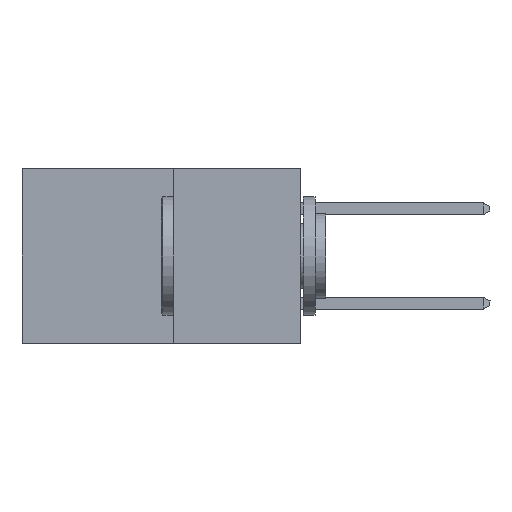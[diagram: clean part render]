
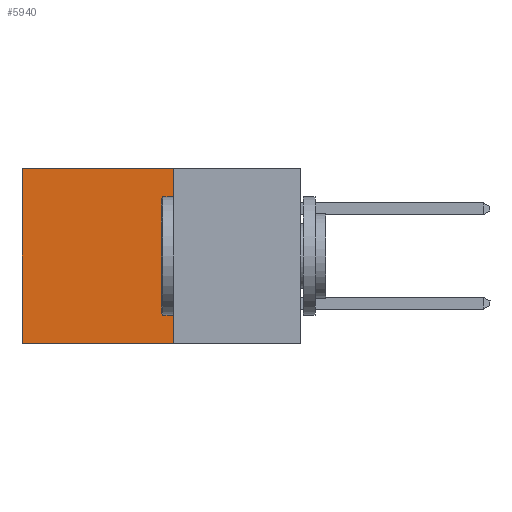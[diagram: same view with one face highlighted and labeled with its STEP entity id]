
A CAD part, left-side view. The second image highlights one B-rep face of the part: STEP entity #5940.
In plain terms, the highlighted planar face has unit normal (-1, 0, 0).
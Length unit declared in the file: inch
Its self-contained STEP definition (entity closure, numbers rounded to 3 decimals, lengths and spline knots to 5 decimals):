
#235 = VECTOR ( 'NONE', #8975, 39.37008 ) ;
#802 = CARTESIAN_POINT ( 'NONE',  ( 0.277, 0.59, -0.37 ) ) ;
#939 = EDGE_CURVE ( 'NONE', #5212, #7931, #2631, .T. ) ;
#1224 = EDGE_CURVE ( 'NONE', #3399, #5212, #9397, .T. ) ;
#1605 = DIRECTION ( 'NONE',  ( 0., 0., -1. ) ) ;
#1641 = CARTESIAN_POINT ( 'NONE',  ( 0.277, 0.59, -0.37 ) ) ;
#1979 = ORIENTED_EDGE ( 'NONE', *, *, #1224, .F. ) ;
#2259 = EDGE_CURVE ( 'NONE', #3399, #2500, #2323, .T. ) ;
#2310 = VECTOR ( 'NONE', #1605, 39.37008 ) ;
#2323 = LINE ( 'NONE', #7179, #8392 ) ;
#2472 = CARTESIAN_POINT ( 'NONE',  ( 0.277, 0.27, -0.37 ) ) ;
#2500 = VERTEX_POINT ( 'NONE', #8056 ) ;
#2582 = EDGE_CURVE ( 'NONE', #2500, #7931, #8881, .T. ) ;
#2631 = LINE ( 'NONE', #9278, #235 ) ;
#3399 = VERTEX_POINT ( 'NONE', #9880 ) ;
#4603 = DIRECTION ( 'NONE',  ( 0., 0., -1. ) ) ;
#4627 = ORIENTED_EDGE ( 'NONE', *, *, #939, .F. ) ;
#4701 = PLANE ( 'NONE',  #7952 ) ;
#4839 = CARTESIAN_POINT ( 'NONE',  ( 0.277, 0.27, -0.37 ) ) ;
#5145 = CARTESIAN_POINT ( 'NONE',  ( 0.277, 0.27, -0.37 ) ) ;
#5212 = VERTEX_POINT ( 'NONE', #2472 ) ;
#5289 = DIRECTION ( 'NONE',  ( 1., 0., 0. ) ) ;
#5400 = DIRECTION ( 'NONE',  ( 0., 0., -1. ) ) ;
#5940 = ADVANCED_FACE ( 'NONE', ( #9073 ), #4701, .F. ) ;
#7179 = CARTESIAN_POINT ( 'NONE',  ( 0.277, 0.27, 0. ) ) ;
#7288 = VECTOR ( 'NONE', #5400, 39.37008 ) ;
#7521 = EDGE_LOOP ( 'NONE', ( #7781, #4627, #1979, #8819 ) ) ;
#7781 = ORIENTED_EDGE ( 'NONE', *, *, #2582, .T. ) ;
#7931 = VERTEX_POINT ( 'NONE', #802 ) ;
#7952 = AXIS2_PLACEMENT_3D ( 'NONE', #5145, #5289, #4603 ) ;
#8056 = CARTESIAN_POINT ( 'NONE',  ( 0.277, 0.59, 0. ) ) ;
#8392 = VECTOR ( 'NONE', #9490, 39.37008 ) ;
#8819 = ORIENTED_EDGE ( 'NONE', *, *, #2259, .T. ) ;
#8881 = LINE ( 'NONE', #1641, #2310 ) ;
#8975 = DIRECTION ( 'NONE',  ( 0., 1., 0. ) ) ;
#9073 = FACE_OUTER_BOUND ( 'NONE', #7521, .T. ) ;
#9278 = CARTESIAN_POINT ( 'NONE',  ( 0.277, 0.27, -0.37 ) ) ;
#9397 = LINE ( 'NONE', #4839, #7288 ) ;
#9490 = DIRECTION ( 'NONE',  ( 0., 1., 0. ) ) ;
#9880 = CARTESIAN_POINT ( 'NONE',  ( 0.277, 0.27, 0. ) ) ;
